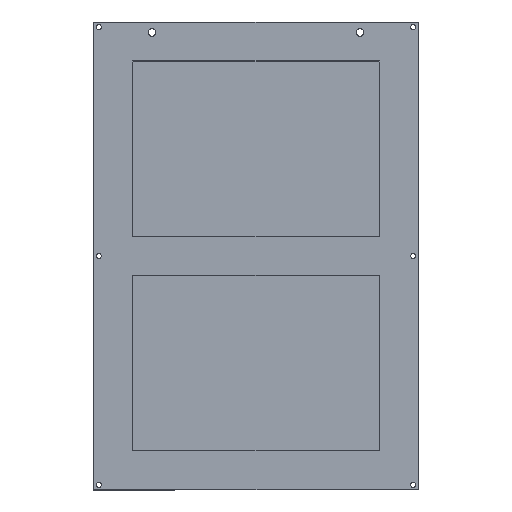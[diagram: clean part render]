
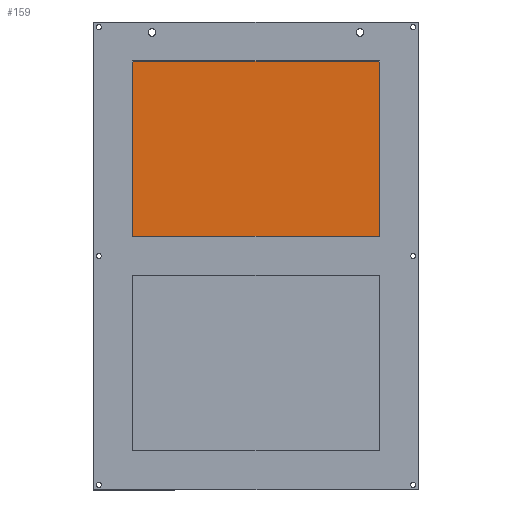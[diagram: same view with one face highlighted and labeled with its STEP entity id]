
A CAD part, top view. The second image highlights one B-rep face of the part: STEP entity #159.
In plain terms, the highlighted planar face has unit normal (0, 0, 1).
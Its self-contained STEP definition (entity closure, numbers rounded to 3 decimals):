
#32 = FACE_OUTER_BOUND ( 'NONE', #165, .T. ) ;
#78 = CARTESIAN_POINT ( 'NONE',  ( 0., 0., 0. ) ) ;
#141 = DIRECTION ( 'NONE',  ( 1., 0., 0. ) ) ;
#159 = ADVANCED_FACE ( 'NONE', ( #32 ), #812, .F. ) ;
#165 = EDGE_LOOP ( 'NONE', ( #871, #648, #219, #480 ) ) ;
#204 = VERTEX_POINT ( 'NONE', #983 ) ;
#219 = ORIENTED_EDGE ( 'NONE', *, *, #746, .F. ) ;
#242 = LINE ( 'NONE', #933, #1004 ) ;
#270 = LINE ( 'NONE', #561, #512 ) ;
#320 = DIRECTION ( 'NONE',  ( -1., 0., 0. ) ) ;
#472 = DIRECTION ( 'NONE',  ( -1., 0., 0. ) ) ;
#480 = ORIENTED_EDGE ( 'NONE', *, *, #678, .F. ) ;
#484 = DIRECTION ( 'NONE',  ( 0., 0., -1. ) ) ;
#497 = CARTESIAN_POINT ( 'NONE',  ( -247.5, 27.5, 0. ) ) ;
#503 = CARTESIAN_POINT ( 'NONE',  ( -247.5, 27.5, 0. ) ) ;
#512 = VECTOR ( 'NONE', #141, 1000. ) ;
#561 = CARTESIAN_POINT ( 'NONE',  ( -247.5, 385., 0. ) ) ;
#587 = CARTESIAN_POINT ( 'NONE',  ( 247.5, 27.5, 0. ) ) ;
#603 = VECTOR ( 'NONE', #472, 1000. ) ;
#604 = EDGE_CURVE ( 'NONE', #955, #204, #270, .T. ) ;
#648 = ORIENTED_EDGE ( 'NONE', *, *, #604, .F. ) ;
#678 = EDGE_CURVE ( 'NONE', #718, #832, #685, .T. ) ;
#685 = LINE ( 'NONE', #721, #603 ) ;
#718 = VERTEX_POINT ( 'NONE', #587 ) ;
#721 = CARTESIAN_POINT ( 'NONE',  ( 247.5, 27.5, 0. ) ) ;
#746 = EDGE_CURVE ( 'NONE', #832, #955, #1019, .T. ) ;
#776 = DIRECTION ( 'NONE',  ( 0., -1., 0. ) ) ;
#812 = PLANE ( 'NONE',  #961 ) ;
#832 = VERTEX_POINT ( 'NONE', #503 ) ;
#871 = ORIENTED_EDGE ( 'NONE', *, *, #1023, .F. ) ;
#933 = CARTESIAN_POINT ( 'NONE',  ( 247.5, 385., 0. ) ) ;
#955 = VERTEX_POINT ( 'NONE', #1016 ) ;
#961 = AXIS2_PLACEMENT_3D ( 'NONE', #78, #484, #320 ) ;
#980 = VECTOR ( 'NONE', #988, 1000. ) ;
#983 = CARTESIAN_POINT ( 'NONE',  ( 247.5, 385., 0. ) ) ;
#988 = DIRECTION ( 'NONE',  ( 0., 1., 0. ) ) ;
#1004 = VECTOR ( 'NONE', #776, 1000. ) ;
#1016 = CARTESIAN_POINT ( 'NONE',  ( -247.5, 385., 0. ) ) ;
#1019 = LINE ( 'NONE', #497, #980 ) ;
#1023 = EDGE_CURVE ( 'NONE', #204, #718, #242, .T. ) ;
